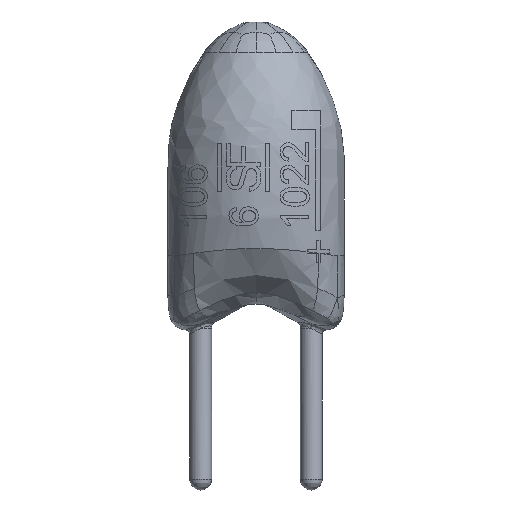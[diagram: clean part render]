
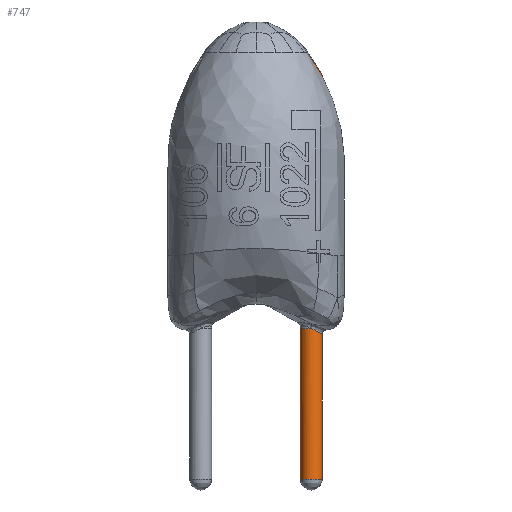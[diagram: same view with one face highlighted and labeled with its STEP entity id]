
A CAD part, top view. The second image highlights one B-rep face of the part: STEP entity #747.
In plain terms, the highlighted cylindrical face has radius 0.25 mm (diameter 0.5 mm), a partial arc.
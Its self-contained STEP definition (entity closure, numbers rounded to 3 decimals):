
#112=B_SPLINE_CURVE_WITH_KNOTS('',3,(#2714,#2715,#2716,#2717,#2718,#2719,
#2720,#2721,#2722,#2723),.UNSPECIFIED.,.F.,.F.,(4,3,3,4),(0.,0.117,
0.189,0.381),.UNSPECIFIED.);
#113=B_SPLINE_CURVE_WITH_KNOTS('',3,(#2731,#2732,#2733,#2734,#2735,#2736,
#2737,#2738,#2739,#2740,#2741,#2742),.UNSPECIFIED.,.F.,.F.,(4,3,3,2,4),
(0.,0.168,0.398,0.574,0.752),
 .UNSPECIFIED.);
#747=ADVANCED_FACE('',(#857),#2503,.T.);
#857=FACE_OUTER_BOUND('',#967,.T.);
#967=EDGE_LOOP('',(#1104,#1105,#1106,#1107,#1108,#1109,#1110,#1111,#1112));
#1104=ORIENTED_EDGE('',*,*,#1706,.T.);
#1105=ORIENTED_EDGE('',*,*,#1712,.T.);
#1106=ORIENTED_EDGE('',*,*,#1700,.T.);
#1107=ORIENTED_EDGE('',*,*,#1714,.F.);
#1108=ORIENTED_EDGE('',*,*,#1707,.F.);
#1109=ORIENTED_EDGE('',*,*,#1704,.F.);
#1110=ORIENTED_EDGE('',*,*,#1713,.T.);
#1111=ORIENTED_EDGE('',*,*,#1703,.F.);
#1112=ORIENTED_EDGE('',*,*,#1705,.F.);
#1700=EDGE_CURVE('',#2187,#2188,#2110,.T.);
#1703=EDGE_CURVE('',#2194,#2190,#2113,.T.);
#1704=EDGE_CURVE('',#2192,#2193,#112,.T.);
#1705=EDGE_CURVE('',#2195,#2194,#2114,.T.);
#1706=EDGE_CURVE('',#2195,#2191,#2115,.T.);
#1707=EDGE_CURVE('',#2193,#2196,#113,.T.);
#1712=EDGE_CURVE('',#2191,#2187,#2118,.T.);
#1713=EDGE_CURVE('',#2192,#2190,#2119,.T.);
#1714=EDGE_CURVE('',#2196,#2188,#2120,.T.);
#2110=(
BOUNDED_CURVE()
B_SPLINE_CURVE(2,(#2686,#2687,#2688,#2689,#2690,#2691,#2692,#2693,#2694),
 .UNSPECIFIED.,.F.,.F.)
B_SPLINE_CURVE_WITH_KNOTS((3,2,2,2,3),(-4.712,-4.189,
-3.142,-2.094,-1.571),.UNSPECIFIED.)
CURVE()
GEOMETRIC_REPRESENTATION_ITEM()
RATIONAL_B_SPLINE_CURVE((1.,0.966,1.,0.866,1.,0.866,
1.,0.966,1.))
REPRESENTATION_ITEM('')
);
#2113=(
BOUNDED_CURVE()
B_SPLINE_CURVE(3,(#2709,#2710,#2711,#2712,#2713),.UNSPECIFIED.,.F.,.F.)
B_SPLINE_CURVE_WITH_KNOTS((4,1,4),(-0.017,0.249,
0.515),.UNSPECIFIED.)
CURVE()
GEOMETRIC_REPRESENTATION_ITEM()
RATIONAL_B_SPLINE_CURVE((1.,1.,1.,1.,1.))
REPRESENTATION_ITEM('')
);
#2114=(
BOUNDED_CURVE()
B_SPLINE_CURVE(3,(#2724,#2725,#2726,#2727),.UNSPECIFIED.,.F.,.F.)
B_SPLINE_CURVE_WITH_KNOTS((4,4),(1.161,1.185),
 .UNSPECIFIED.)
CURVE()
GEOMETRIC_REPRESENTATION_ITEM()
RATIONAL_B_SPLINE_CURVE((1.,1.,1.,1.))
REPRESENTATION_ITEM('')
);
#2115=(
BOUNDED_CURVE()
B_SPLINE_CURVE(2,(#2728,#2729,#2730),.UNSPECIFIED.,.F.,.F.)
B_SPLINE_CURVE_WITH_KNOTS((3,3),(4.714,6.283),
 .UNSPECIFIED.)
CURVE()
GEOMETRIC_REPRESENTATION_ITEM()
RATIONAL_B_SPLINE_CURVE((1.,0.708,1.))
REPRESENTATION_ITEM('')
);
#2118=(
BOUNDED_CURVE()
B_SPLINE_CURVE(3,(#2772,#2773,#2774,#2775),.UNSPECIFIED.,.F.,.F.)
B_SPLINE_CURVE_WITH_KNOTS((4,4),(8.3,11.757),
 .UNSPECIFIED.)
CURVE()
GEOMETRIC_REPRESENTATION_ITEM()
RATIONAL_B_SPLINE_CURVE((1.,1.,1.,1.))
REPRESENTATION_ITEM('')
);
#2119=(
BOUNDED_CURVE()
B_SPLINE_CURVE(3,(#2776,#2777,#2778,#2779),.UNSPECIFIED.,.F.,.F.)
B_SPLINE_CURVE_WITH_KNOTS((4,4),(1.745,8.249),
 .UNSPECIFIED.)
CURVE()
GEOMETRIC_REPRESENTATION_ITEM()
RATIONAL_B_SPLINE_CURVE((1.,1.,1.,1.))
REPRESENTATION_ITEM('')
);
#2120=(
BOUNDED_CURVE()
B_SPLINE_CURVE(3,(#2780,#2781,#2782,#2783),.UNSPECIFIED.,.F.,.F.)
B_SPLINE_CURVE_WITH_KNOTS((4,4),(3.429,12.7),.UNSPECIFIED.)
CURVE()
GEOMETRIC_REPRESENTATION_ITEM()
RATIONAL_B_SPLINE_CURVE((1.,1.,1.,1.))
REPRESENTATION_ITEM('')
);
#2187=VERTEX_POINT('',#2667);
#2188=VERTEX_POINT('',#2668);
#2190=VERTEX_POINT('',#2670);
#2191=VERTEX_POINT('',#2671);
#2192=VERTEX_POINT('',#2672);
#2193=VERTEX_POINT('',#2673);
#2194=VERTEX_POINT('',#2674);
#2195=VERTEX_POINT('',#2675);
#2196=VERTEX_POINT('',#2676);
#2503=CYLINDRICAL_SURFACE('',#2537,0.25);
#2537=AXIS2_PLACEMENT_3D('',#2665,#2554,$);
#2554=DIRECTION('',(0.,1.,0.));
#2665=CARTESIAN_POINT('',(1.27,3.45,0.));
#2667=CARTESIAN_POINT('',(1.02,-2.9,0.));
#2668=CARTESIAN_POINT('',(1.52,-2.9,0.));
#2670=CARTESIAN_POINT('',(1.02,0.609,0.));
#2671=CARTESIAN_POINT('',(1.02,0.557,0.));
#2672=CARTESIAN_POINT('',(1.02,7.112,0.));
#2673=CARTESIAN_POINT('',(1.176,6.902,0.232));
#2674=CARTESIAN_POINT('',(1.253,0.565,0.249));
#2675=CARTESIAN_POINT('',(1.27,0.557,0.25));
#2676=CARTESIAN_POINT('',(1.52,6.371,0.));
#2686=CARTESIAN_POINT('',(1.02,-2.9,0.));
#2687=CARTESIAN_POINT('',(1.02,-2.9,0.067));
#2688=CARTESIAN_POINT('',(1.053,-2.9,0.125));
#2689=CARTESIAN_POINT('',(1.126,-2.9,0.25));
#2690=CARTESIAN_POINT('',(1.27,-2.9,0.25));
#2691=CARTESIAN_POINT('',(1.414,-2.9,0.25));
#2692=CARTESIAN_POINT('',(1.487,-2.9,0.125));
#2693=CARTESIAN_POINT('',(1.52,-2.9,0.067));
#2694=CARTESIAN_POINT('',(1.52,-2.9,0.));
#2709=CARTESIAN_POINT('',(1.253,0.565,0.249));
#2710=CARTESIAN_POINT('',(1.193,0.593,0.246));
#2711=CARTESIAN_POINT('',(1.071,0.632,0.19));
#2712=CARTESIAN_POINT('',(1.019,0.609,0.063));
#2713=CARTESIAN_POINT('',(1.02,0.609,0.));
#2714=CARTESIAN_POINT('',(1.02,7.112,0.));
#2715=CARTESIAN_POINT('',(1.02,7.112,0.039));
#2716=CARTESIAN_POINT('',(1.029,7.101,0.076));
#2717=CARTESIAN_POINT('',(1.044,7.083,0.107));
#2718=CARTESIAN_POINT('',(1.053,7.071,0.126));
#2719=CARTESIAN_POINT('',(1.064,7.057,0.142));
#2720=CARTESIAN_POINT('',(1.075,7.042,0.156));
#2721=CARTESIAN_POINT('',(1.105,7.002,0.194));
#2722=CARTESIAN_POINT('',(1.142,6.951,0.218));
#2723=CARTESIAN_POINT('',(1.176,6.902,0.232));
#2724=CARTESIAN_POINT('',(1.27,0.557,0.25));
#2725=CARTESIAN_POINT('',(1.264,0.56,0.25));
#2726=CARTESIAN_POINT('',(1.259,0.563,0.25));
#2727=CARTESIAN_POINT('',(1.253,0.565,0.249));
#2728=CARTESIAN_POINT('',(1.27,0.557,0.25));
#2729=CARTESIAN_POINT('',(1.02,0.557,0.25));
#2730=CARTESIAN_POINT('',(1.02,0.557,0.));
#2731=CARTESIAN_POINT('',(1.176,6.902,0.232));
#2732=CARTESIAN_POINT('',(1.207,6.857,0.244));
#2733=CARTESIAN_POINT('',(1.239,6.81,0.25));
#2734=CARTESIAN_POINT('',(1.27,6.764,0.25));
#2735=CARTESIAN_POINT('',(1.312,6.701,0.25));
#2736=CARTESIAN_POINT('',(1.354,6.635,0.24));
#2737=CARTESIAN_POINT('',(1.393,6.574,0.218));
#2738=CARTESIAN_POINT('',(1.421,6.53,0.202));
#2739=CARTESIAN_POINT('',(1.45,6.483,0.178));
#2740=CARTESIAN_POINT('',(1.498,6.407,0.111));
#2741=CARTESIAN_POINT('',(1.52,6.371,0.061));
#2742=CARTESIAN_POINT('',(1.52,6.371,0.));
#2772=CARTESIAN_POINT('',(1.02,0.557,0.));
#2773=CARTESIAN_POINT('',(1.02,-0.595,0.));
#2774=CARTESIAN_POINT('',(1.02,-1.748,0.));
#2775=CARTESIAN_POINT('',(1.02,-2.9,0.));
#2776=CARTESIAN_POINT('',(1.02,7.112,0.));
#2777=CARTESIAN_POINT('',(1.02,4.945,0.));
#2778=CARTESIAN_POINT('',(1.02,2.777,0.));
#2779=CARTESIAN_POINT('',(1.02,0.609,0.));
#2780=CARTESIAN_POINT('',(1.52,6.371,0.));
#2781=CARTESIAN_POINT('',(1.52,3.28,0.));
#2782=CARTESIAN_POINT('',(1.52,0.19,0.));
#2783=CARTESIAN_POINT('',(1.52,-2.9,0.));
